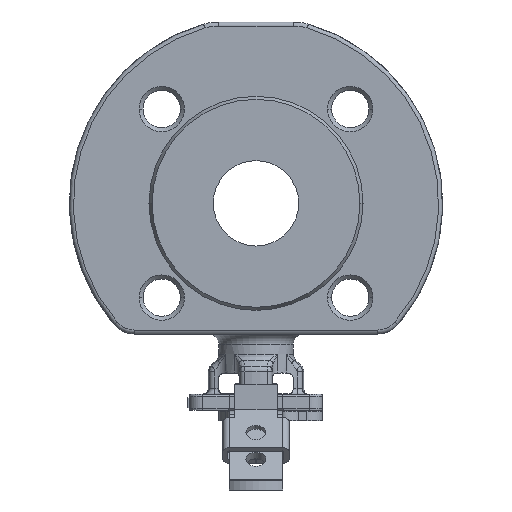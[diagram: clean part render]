
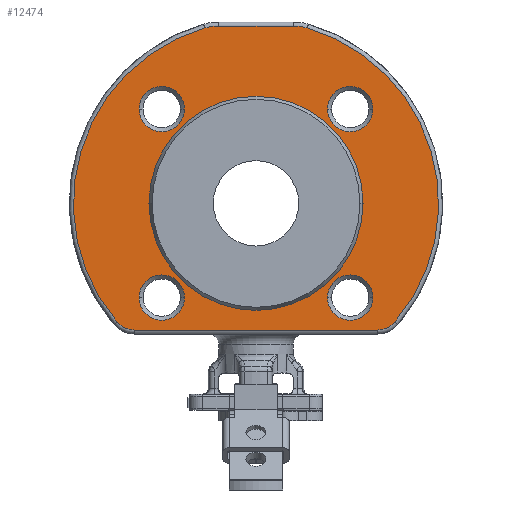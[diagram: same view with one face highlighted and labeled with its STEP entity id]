
A CAD part, front view. The second image highlights one B-rep face of the part: STEP entity #12474.
In plain terms, the highlighted planar face has unit normal (0, -1, 0).
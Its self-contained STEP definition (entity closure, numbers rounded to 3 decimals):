
#29=CARTESIAN_POINT('',(0.,-28.,0.));
#30=DIRECTION('',(0.,-1.,0.));
#31=DIRECTION('',(1.,0.,0.));
#32=AXIS2_PLACEMENT_3D('',#29,#30,#31);
#34=CARTESIAN_POINT('',(0.,-28.,0.));
#35=DIRECTION('',(0.,1.,0.));
#36=DIRECTION('',(1.,0.,0.));
#37=AXIS2_PLACEMENT_3D('',#34,#35,#36);
#39=CARTESIAN_POINT('',(-35.355,-28.,35.355));
#40=DIRECTION('',(0.,1.,0.));
#41=DIRECTION('',(1.,0.,0.));
#42=AXIS2_PLACEMENT_3D('',#39,#40,#41);
#44=CARTESIAN_POINT('',(-35.355,-28.,35.355));
#45=DIRECTION('',(0.,1.,0.));
#46=DIRECTION('',(-1.,0.,0.));
#47=AXIS2_PLACEMENT_3D('',#44,#45,#46);
#49=CARTESIAN_POINT('',(35.355,-28.,35.355));
#50=DIRECTION('',(0.,1.,0.));
#51=DIRECTION('',(1.,0.,0.));
#52=AXIS2_PLACEMENT_3D('',#49,#50,#51);
#54=CARTESIAN_POINT('',(35.355,-28.,35.355));
#55=DIRECTION('',(0.,1.,0.));
#56=DIRECTION('',(-1.,0.,0.));
#57=AXIS2_PLACEMENT_3D('',#54,#55,#56);
#59=CARTESIAN_POINT('',(35.355,-28.,-35.355));
#60=DIRECTION('',(0.,1.,0.));
#61=DIRECTION('',(1.,0.,0.));
#62=AXIS2_PLACEMENT_3D('',#59,#60,#61);
#64=CARTESIAN_POINT('',(35.355,-28.,-35.355));
#65=DIRECTION('',(0.,1.,0.));
#66=DIRECTION('',(-1.,0.,0.));
#67=AXIS2_PLACEMENT_3D('',#64,#65,#66);
#69=CARTESIAN_POINT('',(-35.355,-28.,-35.355));
#70=DIRECTION('',(0.,1.,0.));
#71=DIRECTION('',(1.,0.,0.));
#72=AXIS2_PLACEMENT_3D('',#69,#70,#71);
#74=CARTESIAN_POINT('',(-35.355,-28.,-35.355));
#75=DIRECTION('',(0.,1.,0.));
#76=DIRECTION('',(-1.,0.,0.));
#77=AXIS2_PLACEMENT_3D('',#74,#75,#76);
#79=DIRECTION('',(1.,0.,0.));
#80=VECTOR('',#79,91.192);
#81=CARTESIAN_POINT('',(-45.596,-28.,-47.5));
#82=LINE('',#81,#80);
#83=CARTESIAN_POINT('',(-45.596,-28.,-39.));
#84=DIRECTION('',(0.,-1.,0.));
#85=DIRECTION('',(-0.76,0.,-0.65));
#86=AXIS2_PLACEMENT_3D('',#83,#84,#85);
#88=CARTESIAN_POINT('',(0.,-28.,0.));
#89=DIRECTION('',(0.,-1.,0.));
#90=DIRECTION('',(-0.28,0.,0.96));
#91=AXIS2_PLACEMENT_3D('',#88,#89,#90);
#93=CARTESIAN_POINT('',(-14.,-28.,48.));
#94=DIRECTION('',(0.,-1.,0.));
#95=DIRECTION('',(0.,0.,1.));
#96=AXIS2_PLACEMENT_3D('',#93,#94,#95);
#98=DIRECTION('',(-1.,0.,0.));
#99=VECTOR('',#98,28.);
#100=CARTESIAN_POINT('',(14.,-28.,66.5));
#101=LINE('',#100,#99);
#102=CARTESIAN_POINT('',(14.,-28.,48.));
#103=DIRECTION('',(0.,-1.,0.));
#104=DIRECTION('',(0.28,0.,0.96));
#105=AXIS2_PLACEMENT_3D('',#102,#103,#104);
#107=CARTESIAN_POINT('',(0.,-28.,0.));
#108=DIRECTION('',(0.,-1.,0.));
#109=DIRECTION('',(0.76,0.,-0.65));
#110=AXIS2_PLACEMENT_3D('',#107,#108,#109);
#112=CARTESIAN_POINT('',(45.596,-28.,-39.));
#113=DIRECTION('',(0.,-1.,0.));
#114=DIRECTION('',(0.,0.,-1.));
#115=AXIS2_PLACEMENT_3D('',#112,#113,#114);
#10266=CARTESIAN_POINT('',(40.138,-28.,0.));
#10267=CARTESIAN_POINT('',(-40.138,-28.,0.));
#10268=VERTEX_POINT('',#10266);
#10269=VERTEX_POINT('',#10267);
#10410=CARTESIAN_POINT('',(-45.596,-28.,-47.5));
#10411=CARTESIAN_POINT('',(45.596,-28.,-47.5));
#10412=VERTEX_POINT('',#10410);
#10413=VERTEX_POINT('',#10411);
#10450=CARTESIAN_POINT('',(-19.18,-28.,65.76));
#10451=CARTESIAN_POINT('',(-52.055,-28.,-44.525));
#10452=VERTEX_POINT('',#10450);
#10453=VERTEX_POINT('',#10451);
#10458=CARTESIAN_POINT('',(52.055,-28.,-44.525));
#10459=VERTEX_POINT('',#10458);
#11838=CARTESIAN_POINT('',(-26.856,-28.,
35.355));
#11839=CARTESIAN_POINT('',(-43.855,-28.,
35.355));
#11840=VERTEX_POINT('',#11838);
#11841=VERTEX_POINT('',#11839);
#11854=CARTESIAN_POINT('',(43.855,-28.,
35.355));
#11855=CARTESIAN_POINT('',(26.856,-28.,
35.355));
#11856=VERTEX_POINT('',#11854);
#11857=VERTEX_POINT('',#11855);
#11862=CARTESIAN_POINT('',(43.855,-28.,
-35.355));
#11863=CARTESIAN_POINT('',(26.856,-28.,
-35.355));
#11864=VERTEX_POINT('',#11862);
#11865=VERTEX_POINT('',#11863);
#11870=CARTESIAN_POINT('',(-26.856,-28.,
-35.355));
#11871=CARTESIAN_POINT('',(-43.855,-28.,
-35.355));
#11872=VERTEX_POINT('',#11870);
#11873=VERTEX_POINT('',#11871);
#12067=CARTESIAN_POINT('',(19.18,-28.,65.76));
#12068=VERTEX_POINT('',#12067);
#12099=CARTESIAN_POINT('',(14.,-28.,66.5));
#12100=VERTEX_POINT('',#12099);
#12103=CARTESIAN_POINT('',(-14.,-28.,66.5));
#12104=VERTEX_POINT('',#12103);
#12423=CARTESIAN_POINT('',(0.,-28.,0.));
#12424=DIRECTION('',(0.,1.,0.));
#12425=DIRECTION('',(1.,0.,0.));
#12426=AXIS2_PLACEMENT_3D('',#12423,#12424,#12425);
#12427=PLANE('',#12426);
#12429=ORIENTED_EDGE('',*,*,#12428,.F.);
#12431=ORIENTED_EDGE('',*,*,#12430,.F.);
#12433=ORIENTED_EDGE('',*,*,#12432,.F.);
#12435=ORIENTED_EDGE('',*,*,#12434,.F.);
#12437=ORIENTED_EDGE('',*,*,#12436,.F.);
#12439=ORIENTED_EDGE('',*,*,#12438,.F.);
#12441=ORIENTED_EDGE('',*,*,#12440,.F.);
#12443=ORIENTED_EDGE('',*,*,#12442,.F.);
#12444=EDGE_LOOP('',(#12429,#12431,#12433,#12435,#12437,#12439,#12441,#12443));
#12445=FACE_OUTER_BOUND('',#12444,.F.);
#12447=ORIENTED_EDGE('',*,*,#12446,.F.);
#12449=ORIENTED_EDGE('',*,*,#12448,.F.);
#12450=EDGE_LOOP('',(#12447,#12449));
#12451=FACE_BOUND('',#12450,.F.);
#12453=ORIENTED_EDGE('',*,*,#12452,.F.);
#12455=ORIENTED_EDGE('',*,*,#12454,.F.);
#12456=EDGE_LOOP('',(#12453,#12455));
#12457=FACE_BOUND('',#12456,.F.);
#12459=ORIENTED_EDGE('',*,*,#12458,.F.);
#12461=ORIENTED_EDGE('',*,*,#12460,.F.);
#12462=EDGE_LOOP('',(#12459,#12461));
#12463=FACE_BOUND('',#12462,.F.);
#12465=ORIENTED_EDGE('',*,*,#12464,.F.);
#12467=ORIENTED_EDGE('',*,*,#12466,.F.);
#12468=EDGE_LOOP('',(#12465,#12467));
#12469=FACE_BOUND('',#12468,.F.);
#12470=ORIENTED_EDGE('',*,*,#12417,.T.);
#12471=ORIENTED_EDGE('',*,*,#12386,.F.);
#12472=EDGE_LOOP('',(#12470,#12471));
#12473=FACE_BOUND('',#12472,.F.);
#33=CIRCLE('',#32,40.138);
#38=CIRCLE('',#37,40.138);
#43=CIRCLE('',#42,8.5);
#48=CIRCLE('',#47,8.5);
#53=CIRCLE('',#52,8.5);
#58=CIRCLE('',#57,8.5);
#63=CIRCLE('',#62,8.5);
#68=CIRCLE('',#67,8.5);
#73=CIRCLE('',#72,8.5);
#78=CIRCLE('',#77,8.5);
#87=CIRCLE('',#86,8.5);
#92=CIRCLE('',#91,68.5);
#97=CIRCLE('',#96,18.5);
#106=CIRCLE('',#105,18.5);
#111=CIRCLE('',#110,68.5);
#116=CIRCLE('',#115,8.5);
#12386=EDGE_CURVE('',#10268,#10269,#38,.T.);
#12417=EDGE_CURVE('',#10268,#10269,#33,.T.);
#12428=EDGE_CURVE('',#10412,#10413,#82,.T.);
#12430=EDGE_CURVE('',#10453,#10412,#87,.T.);
#12432=EDGE_CURVE('',#10452,#10453,#92,.T.);
#12434=EDGE_CURVE('',#12104,#10452,#97,.T.);
#12436=EDGE_CURVE('',#12100,#12104,#101,.T.);
#12438=EDGE_CURVE('',#12068,#12100,#106,.T.);
#12440=EDGE_CURVE('',#10459,#12068,#111,.T.);
#12442=EDGE_CURVE('',#10413,#10459,#116,.T.);
#12446=EDGE_CURVE('',#11840,#11841,#43,.T.);
#12448=EDGE_CURVE('',#11841,#11840,#48,.T.);
#12452=EDGE_CURVE('',#11856,#11857,#53,.T.);
#12454=EDGE_CURVE('',#11857,#11856,#58,.T.);
#12458=EDGE_CURVE('',#11864,#11865,#63,.T.);
#12460=EDGE_CURVE('',#11865,#11864,#68,.T.);
#12464=EDGE_CURVE('',#11872,#11873,#73,.T.);
#12466=EDGE_CURVE('',#11873,#11872,#78,.T.);
#12474=ADVANCED_FACE('',(#12445,#12451,#12457,#12463,#12469,#12473),#12427,.F.);
